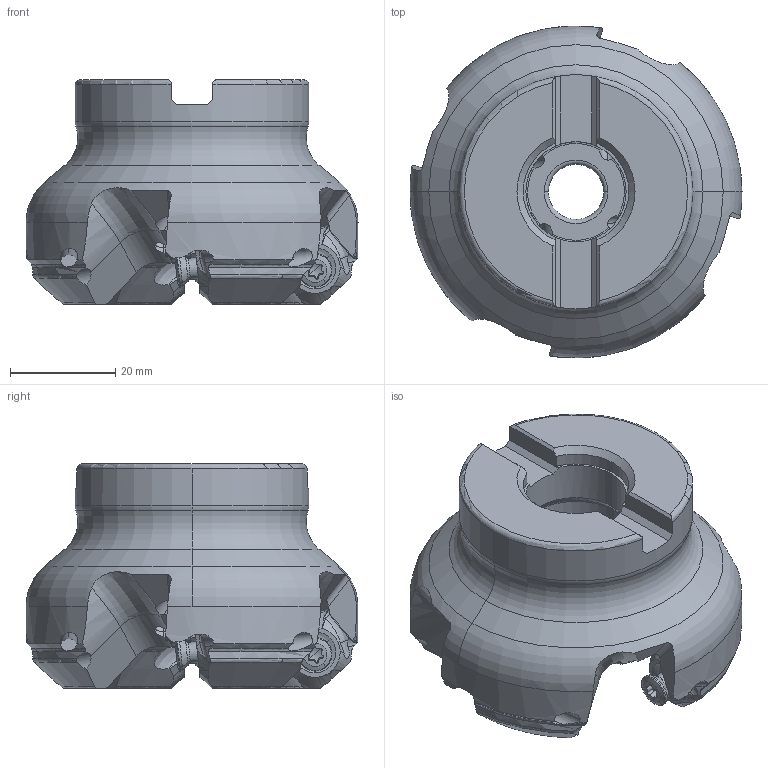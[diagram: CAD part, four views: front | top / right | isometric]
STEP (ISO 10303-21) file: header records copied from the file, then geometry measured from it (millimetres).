
FILE_DESCRIPTION(/* description */ (''),/* implementation_level */ '2;1');
FILE_NAME(/* name */ 'WSX445UR0204AA.stp',/* time_stamp */ '2021-09-08T11:36:39+09:00',/* author */ (''),/* organization */ (''),/* preprocessor_version */ 'ST-DEVELOPER v16',/* originating_system */ 'SIEMENS PLM Software NX 10.0',/* authorisation */ '');
FILE_SCHEMA (('AUTOMOTIVE_DESIGN { 1 0 10303 214 3 1 1 1 }'));
Products named in the file (1): WSX445UR0204AA_ASM
Bounding box: 63.1 x 63.1 x 42.7 mm (x, y, z)
Volume: 65885.7 mm3; surface area: 16241.5 mm2
Topology: 5 solids, 5 shells, 637 faces, 1672 edges, 1057 vertices
Faces by surface type: cylinder 196, plane 145, bspline 124, torus 78, cone 34, extrusion 32, sphere 28
Entity records: 39845 total; most frequent: CARTESIAN_POINT 25185, ORIENTED_EDGE 3328, DIRECTION 2614, EDGE_CURVE 1664, AXIS2_PLACEMENT_3D 1064, VERTEX_POINT 1034, B_SPLINE_CURVE_WITH_KNOTS 684, EDGE_LOOP 652
